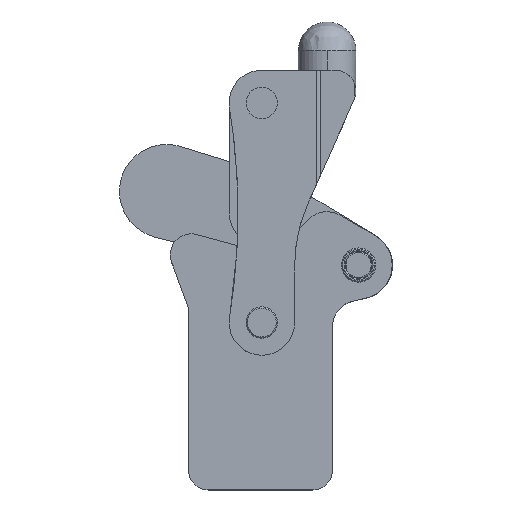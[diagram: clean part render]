
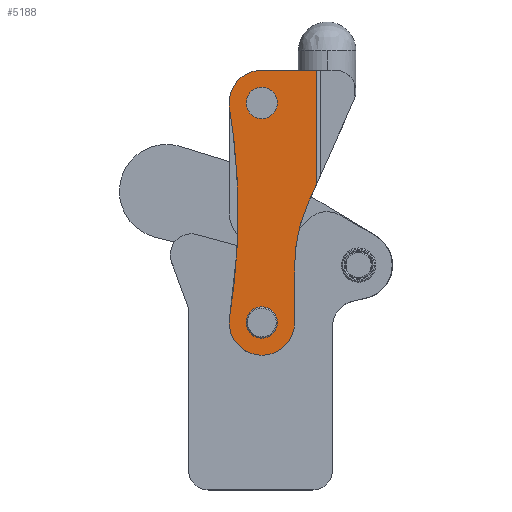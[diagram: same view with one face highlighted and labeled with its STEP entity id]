
A CAD part, top view. The second image highlights one B-rep face of the part: STEP entity #5188.
In plain terms, the highlighted planar face has unit normal (0, 0, 1).
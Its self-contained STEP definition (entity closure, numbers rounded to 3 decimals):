
#47 = VERTEX_POINT ( 'NONE', #11114 ) ;
#195 = CARTESIAN_POINT ( 'NONE',  ( 6., 84., 22. ) ) ;
#247 = AXIS2_PLACEMENT_3D ( 'NONE', #5678, #5853, #6061 ) ;
#714 = VECTOR ( 'NONE', #7750, 1000. ) ;
#777 = CARTESIAN_POINT ( 'NONE',  ( 0., 0., 22. ) ) ;
#788 = DIRECTION ( 'NONE',  ( 0., 0., -1. ) ) ;
#802 = EDGE_CURVE ( 'NONE', #5790, #10106, #7005, .T. ) ;
#817 = DIRECTION ( 'NONE',  ( -1., 0., 0. ) ) ;
#1144 = LINE ( 'NONE', #1976, #3704 ) ;
#1148 = ORIENTED_EDGE ( 'NONE', *, *, #9236, .T. ) ;
#1261 = EDGE_CURVE ( 'NONE', #11534, #5627, #7893, .T. ) ;
#1722 = CARTESIAN_POINT ( 'NONE',  ( 72.5, 21.264, 22. ) ) ;
#1885 = ORIENTED_EDGE ( 'NONE', *, *, #11272, .T. ) ;
#1917 = VECTOR ( 'NONE', #6926, 1000. ) ;
#1976 = CARTESIAN_POINT ( 'NONE',  ( 0., 96.5, 22. ) ) ;
#2065 = CARTESIAN_POINT ( 'NONE',  ( 12.5, 0., 22. ) ) ;
#2243 = DIRECTION ( 'NONE',  ( 0., 0., -1. ) ) ;
#2583 = DIRECTION ( 'NONE',  ( 1., 0., 0. ) ) ;
#2688 = CIRCLE ( 'NONE', #247, 6. ) ;
#2809 = DIRECTION ( 'NONE',  ( -1., 0., 0. ) ) ;
#2862 = CARTESIAN_POINT ( 'NONE',  ( 6., 0., 22. ) ) ;
#2871 = VERTEX_POINT ( 'NONE', #5144 ) ;
#3051 = CIRCLE ( 'NONE', #7918, 12.5 ) ;
#3095 = DIRECTION ( 'NONE',  ( -1., 0., 0. ) ) ;
#3109 = DIRECTION ( 'NONE',  ( 0., 0., -1. ) ) ;
#3150 = CARTESIAN_POINT ( 'NONE',  ( 0., 0., 22. ) ) ;
#3306 = VECTOR ( 'NONE', #7492, 1000. ) ;
#3327 = PLANE ( 'NONE',  #6780 ) ;
#3415 = CARTESIAN_POINT ( 'NONE',  ( 0., -28., 22. ) ) ;
#3542 = EDGE_CURVE ( 'NONE', #3961, #4915, #8436, .T. ) ;
#3559 = LINE ( 'NONE', #8316, #714 ) ;
#3572 = CIRCLE ( 'NONE', #6369, 6. ) ;
#3577 = EDGE_CURVE ( 'NONE', #9229, #5021, #7844, .T. ) ;
#3627 = DIRECTION ( 'NONE',  ( 0., 0., 1. ) ) ;
#3665 = DIRECTION ( 'NONE',  ( 1., 0., 0. ) ) ;
#3704 = VECTOR ( 'NONE', #2809, 1000. ) ;
#3867 = CARTESIAN_POINT ( 'NONE',  ( 12.5, 21.264, 22. ) ) ;
#3930 = CIRCLE ( 'NONE', #9779, 250. ) ;
#3961 = VERTEX_POINT ( 'NONE', #9764 ) ;
#4284 = CARTESIAN_POINT ( 'NONE',  ( -9.118, 42., 22. ) ) ;
#4315 = FACE_BOUND ( 'NONE', #10893, .T. ) ;
#4915 = VERTEX_POINT ( 'NONE', #5095 ) ;
#4994 = EDGE_CURVE ( 'NONE', #5021, #9229, #3572, .T. ) ;
#5021 = VERTEX_POINT ( 'NONE', #2862 ) ;
#5057 = CARTESIAN_POINT ( 'NONE',  ( -12.339, 2., 22. ) ) ;
#5095 = CARTESIAN_POINT ( 'NONE',  ( 21.074, 96.5, 22. ) ) ;
#5144 = CARTESIAN_POINT ( 'NONE',  ( -6., 84., 22. ) ) ;
#5188 = ADVANCED_FACE ( 'NONE', ( #6591, #11769, #4315 ), #3327, .T. ) ;
#5366 = ORIENTED_EDGE ( 'NONE', *, *, #5719, .T. ) ;
#5490 = DIRECTION ( 'NONE',  ( -1., 0., 0. ) ) ;
#5554 = EDGE_CURVE ( 'NONE', #11169, #11534, #3559, .T. ) ;
#5571 = DIRECTION ( 'NONE',  ( 0., 0., -1. ) ) ;
#5627 = VERTEX_POINT ( 'NONE', #8182 ) ;
#5648 = CARTESIAN_POINT ( 'NONE',  ( 0., 84., 22. ) ) ;
#5678 = CARTESIAN_POINT ( 'NONE',  ( 0., 84., 22. ) ) ;
#5707 = ORIENTED_EDGE ( 'NONE', *, *, #11113, .T. ) ;
#5719 = EDGE_CURVE ( 'NONE', #4915, #47, #1144, .T. ) ;
#5790 = VERTEX_POINT ( 'NONE', #4284 ) ;
#5853 = DIRECTION ( 'NONE',  ( 0., 0., -1. ) ) ;
#6003 = ORIENTED_EDGE ( 'NONE', *, *, #3577, .T. ) ;
#6061 = DIRECTION ( 'NONE',  ( -1., 0., 0. ) ) ;
#6276 = ORIENTED_EDGE ( 'NONE', *, *, #7919, .T. ) ;
#6310 = CIRCLE ( 'NONE', #10622, 6. ) ;
#6369 = AXIS2_PLACEMENT_3D ( 'NONE', #3150, #3109, #3095 ) ;
#6591 = FACE_OUTER_BOUND ( 'NONE', #7118, .T. ) ;
#6780 = AXIS2_PLACEMENT_3D ( 'NONE', #3415, #3627, #3665 ) ;
#6864 = EDGE_CURVE ( 'NONE', #10106, #11169, #3051, .T. ) ;
#6896 = ORIENTED_EDGE ( 'NONE', *, *, #802, .T. ) ;
#6926 = DIRECTION ( 'NONE',  ( 0.407, 0.914, 0. ) ) ;
#6934 = AXIS2_PLACEMENT_3D ( 'NONE', #8481, #8396, #8356 ) ;
#7005 = CIRCLE ( 'NONE', #6934, 250. ) ;
#7118 = EDGE_LOOP ( 'NONE', ( #9325, #1885, #7638, #5366, #1148, #6276, #6896, #12040, #7799 ) ) ;
#7398 = CARTESIAN_POINT ( 'NONE',  ( 21.074, -28., 22. ) ) ;
#7492 = DIRECTION ( 'NONE',  ( 0., 1., 0. ) ) ;
#7493 = AXIS2_PLACEMENT_3D ( 'NONE', #11205, #11276, #11319 ) ;
#7528 = CARTESIAN_POINT ( 'NONE',  ( 17.687, 45.669, 22. ) ) ;
#7638 = ORIENTED_EDGE ( 'NONE', *, *, #3542, .T. ) ;
#7750 = DIRECTION ( 'NONE',  ( 0., 1., 0. ) ) ;
#7799 = ORIENTED_EDGE ( 'NONE', *, *, #5554, .T. ) ;
#7844 = CIRCLE ( 'NONE', #11547, 6. ) ;
#7893 = CIRCLE ( 'NONE', #11365, 60. ) ;
#7918 = AXIS2_PLACEMENT_3D ( 'NONE', #11280, #11233, #11198 ) ;
#7919 = EDGE_CURVE ( 'NONE', #9120, #5790, #3930, .T. ) ;
#8182 = CARTESIAN_POINT ( 'NONE',  ( 17.687, 45.669, 22. ) ) ;
#8316 = CARTESIAN_POINT ( 'NONE',  ( 12.5, -28., 22. ) ) ;
#8356 = DIRECTION ( 'NONE',  ( 1., 0., 0. ) ) ;
#8396 = DIRECTION ( 'NONE',  ( 0., 0., -1. ) ) ;
#8436 = LINE ( 'NONE', #7398, #3306 ) ;
#8481 = CARTESIAN_POINT ( 'NONE',  ( -259.118, 42., 22. ) ) ;
#9120 = VERTEX_POINT ( 'NONE', #9992 ) ;
#9229 = VERTEX_POINT ( 'NONE', #10942 ) ;
#9236 = EDGE_CURVE ( 'NONE', #47, #9120, #10311, .T. ) ;
#9325 = ORIENTED_EDGE ( 'NONE', *, *, #1261, .T. ) ;
#9352 = LINE ( 'NONE', #7528, #1917 ) ;
#9531 = ORIENTED_EDGE ( 'NONE', *, *, #4994, .T. ) ;
#9764 = CARTESIAN_POINT ( 'NONE',  ( 21.074, 53.274, 22. ) ) ;
#9779 = AXIS2_PLACEMENT_3D ( 'NONE', #11789, #11739, #11709 ) ;
#9878 = VERTEX_POINT ( 'NONE', #195 ) ;
#9992 = CARTESIAN_POINT ( 'NONE',  ( -12.339, 82., 22. ) ) ;
#10106 = VERTEX_POINT ( 'NONE', #5057 ) ;
#10311 = CIRCLE ( 'NONE', #7493, 12.5 ) ;
#10593 = ORIENTED_EDGE ( 'NONE', *, *, #10862, .T. ) ;
#10622 = AXIS2_PLACEMENT_3D ( 'NONE', #5648, #5571, #5490 ) ;
#10862 = EDGE_CURVE ( 'NONE', #2871, #9878, #2688, .T. ) ;
#10893 = EDGE_LOOP ( 'NONE', ( #6003, #9531 ) ) ;
#10942 = CARTESIAN_POINT ( 'NONE',  ( -6., 0., 22. ) ) ;
#11080 = EDGE_LOOP ( 'NONE', ( #10593, #5707 ) ) ;
#11113 = EDGE_CURVE ( 'NONE', #9878, #2871, #6310, .T. ) ;
#11114 = CARTESIAN_POINT ( 'NONE',  ( 0., 96.5, 22. ) ) ;
#11169 = VERTEX_POINT ( 'NONE', #2065 ) ;
#11198 = DIRECTION ( 'NONE',  ( 1., 0., 0. ) ) ;
#11205 = CARTESIAN_POINT ( 'NONE',  ( 0., 84., 22. ) ) ;
#11233 = DIRECTION ( 'NONE',  ( 0., 0., 1. ) ) ;
#11272 = EDGE_CURVE ( 'NONE', #5627, #3961, #9352, .T. ) ;
#11276 = DIRECTION ( 'NONE',  ( 0., 0., 1. ) ) ;
#11280 = CARTESIAN_POINT ( 'NONE',  ( 0., 0., 22. ) ) ;
#11319 = DIRECTION ( 'NONE',  ( 1., 0., 0. ) ) ;
#11365 = AXIS2_PLACEMENT_3D ( 'NONE', #1722, #2243, #2583 ) ;
#11534 = VERTEX_POINT ( 'NONE', #3867 ) ;
#11547 = AXIS2_PLACEMENT_3D ( 'NONE', #777, #788, #817 ) ;
#11709 = DIRECTION ( 'NONE',  ( 1., 0., 0. ) ) ;
#11739 = DIRECTION ( 'NONE',  ( 0., 0., -1. ) ) ;
#11769 = FACE_BOUND ( 'NONE', #11080, .T. ) ;
#11789 = CARTESIAN_POINT ( 'NONE',  ( -259.118, 42., 22. ) ) ;
#12040 = ORIENTED_EDGE ( 'NONE', *, *, #6864, .T. ) ;
